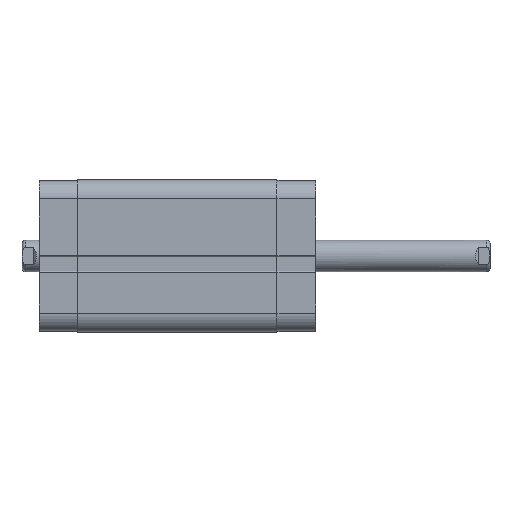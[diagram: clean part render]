
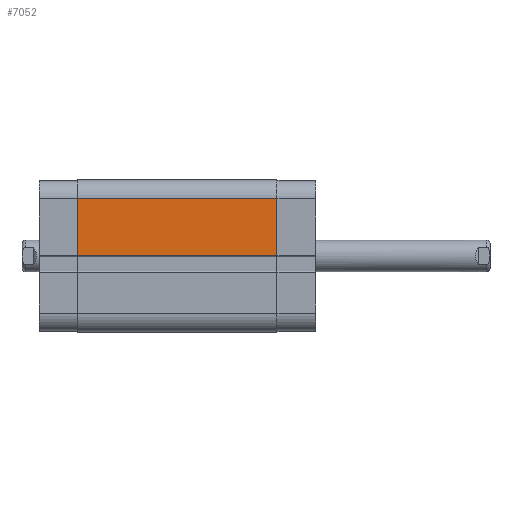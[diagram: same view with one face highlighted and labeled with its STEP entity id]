
A CAD part, left-side view. The second image highlights one B-rep face of the part: STEP entity #7052.
In plain terms, the highlighted planar face has unit normal (-1, 0, 0).
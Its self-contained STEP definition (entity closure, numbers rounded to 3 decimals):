
#5431=CARTESIAN_POINT('',(-29.05,38.0,0.25));
#5432=VERTEX_POINT('',#5431);
#5440=CARTESIAN_POINT('',(-29.05,38.0,22.05));
#5441=VERTEX_POINT('',#5440);
#5442=CARTESIAN_POINT('',(-29.05,38.0,22.05));
#5443=DIRECTION('',(0.0,0.0,-1.0));
#5444=VECTOR('',#5443,21.8);
#5445=LINE('',#5442,#5444);
#5446=EDGE_CURVE('',#5441,#5432,#5445,.T.);
#6536=CARTESIAN_POINT('',(-29.05,-38.0,22.05));
#6537=VERTEX_POINT('',#6536);
#6545=CARTESIAN_POINT('',(-29.05,-38.0,0.25));
#6546=VERTEX_POINT('',#6545);
#6547=CARTESIAN_POINT('',(-29.05,-38.0,0.25));
#6548=DIRECTION('',(0.0,0.0,1.0));
#6549=VECTOR('',#6548,21.8);
#6550=LINE('',#6547,#6549);
#6551=EDGE_CURVE('',#6546,#6537,#6550,.T.);
#7025=CARTESIAN_POINT('',(-29.05,38.0,22.05));
#7026=DIRECTION('',(0.0,-1.0,0.0));
#7027=VECTOR('',#7026,76.0);
#7028=LINE('',#7025,#7027);
#7029=EDGE_CURVE('',#5441,#6537,#7028,.T.);
#7036=CARTESIAN_POINT('',(-29.05,0.0,22.05));
#7037=DIRECTION('',(-1.0,0.0,0.0));
#7038=DIRECTION('',(0.0,0.0,1.0));
#7039=AXIS2_PLACEMENT_3D('',#7036,#7037,#7038);
#7040=PLANE('',#7039);
#7041=ORIENTED_EDGE('',*,*,#5446,.T.);
#7042=CARTESIAN_POINT('',(-29.05,38.0,0.25));
#7043=DIRECTION('',(0.0,-1.0,0.0));
#7044=VECTOR('',#7043,76.0);
#7045=LINE('',#7042,#7044);
#7046=EDGE_CURVE('',#5432,#6546,#7045,.T.);
#7047=ORIENTED_EDGE('',*,*,#7046,.T.);
#7048=ORIENTED_EDGE('',*,*,#6551,.T.);
#7049=ORIENTED_EDGE('',*,*,#7029,.F.);
#7050=EDGE_LOOP('',(#7041,#7047,#7048,#7049));
#7051=FACE_OUTER_BOUND('',#7050,.T.);
#7052=ADVANCED_FACE('',(#7051),#7040,.T.);
